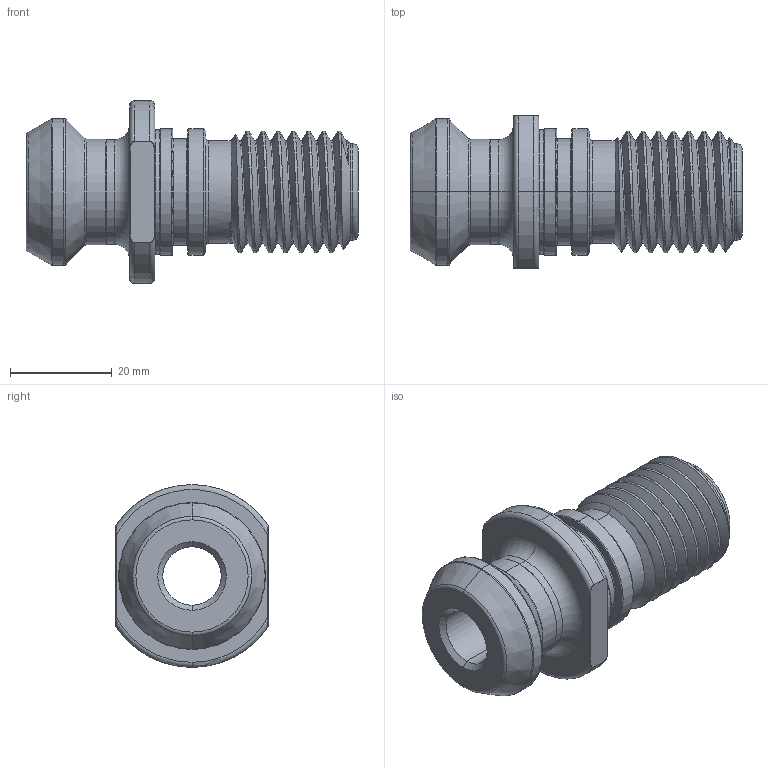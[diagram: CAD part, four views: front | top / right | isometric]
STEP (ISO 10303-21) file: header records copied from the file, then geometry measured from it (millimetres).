
FILE_DESCRIPTION (( 'STEP AP203' ), '1' );
FILE_NAME ('504.20.24.21.STEP', '2020-04-03T00:49:55', ( 'User' ), ( 'China' ), 'SwSTEP 2.0', 'SolidWorks 2016', '' );
FILE_SCHEMA (( 'CONFIG_CONTROL_DESIGN' ));
Length unit declared in the file: millimetre
Products named in the file (1): 504.20.24.21
Bounding box: 65.4 x 30 x 36 mm (x, y, z)
Volume: 22717.3 mm3; surface area: 10409.1 mm2
Topology: 1 solids, 1 shells, 119 faces, 268 edges, 157 vertices
Faces by surface type: cylinder 46, torus 30, cone 21, plane 11, bspline 11
Entity records: 5873 total; most frequent: CARTESIAN_POINT 3244, DIRECTION 558, ORIENTED_EDGE 536, EDGE_CURVE 268, AXIS2_PLACEMENT_3D 243, VERTEX_POINT 157, CIRCLE 134, EDGE_LOOP 127
